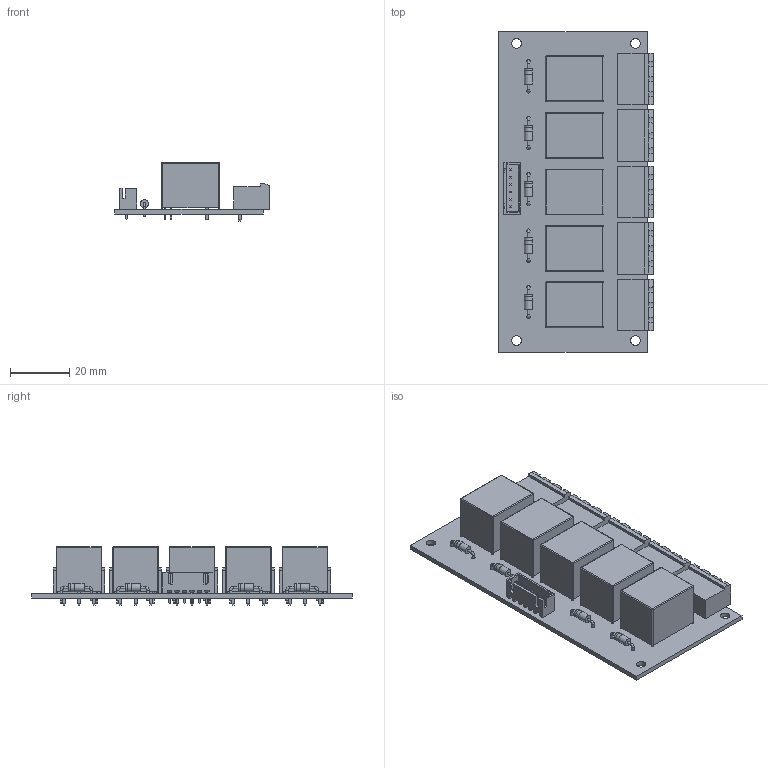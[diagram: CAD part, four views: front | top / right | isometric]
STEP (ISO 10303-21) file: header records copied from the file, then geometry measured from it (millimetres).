
FILE_DESCRIPTION(('KiCad electronic assembly'),'2;1');
FILE_NAME('relay_board.step','2025-06-30T20:19:46',('An Author'),( 'A Company'),'Open CASCADE STEP processor 6.9', 'KiCad to STEP converter','Unknown');
FILE_SCHEMA(('AUTOMOTIVE_DESIGN { 1 0 10303 214 1 1 1 1 }'));
Length unit declared in the file: millimetre
Products named in the file (10): Open CASCADE STEP translator 6.9 1; Relay_SPDT_SANYOU_SRD_Series_Form_C; SOLID; D_DO-41_SOD81_P10.16mm_Horizontal; JST_XH_B6B-XH-A_1x06_P2.50mm_Vertical; PhoenixContact_MSTBA_2,5_3-G-5,08_1x03_P5.08mm_Horizontal; COMPOUND
Assembly tree (21 placements, depth 3):
  Open CASCADE STEP translator 6.9 1
    Relay_SPDT_SANYOU_SRD_Series_Form_C  x5
      SOLID
    D_DO-41_SOD81_P10.16mm_Horizontal  x5
      SOLID
    JST_XH_B6B-XH-A_1x06_P2.50mm_Vertical
      SOLID
    PhoenixContact_MSTBA_2,5_3-G-5,08_1x03_P5.08mm_Horizontal  x5
      SOLID
    COMPOUND
Bounding box: 52 x 108 x 19.6 mm (x, y, z)
Volume: 36320.6 mm3; surface area: 28130.8 mm2
Topology: 17 solids, 17 shells, 1145 faces, 2720 edges, 1676 vertices
Faces by surface type: plane 861, cylinder 254, sphere 20, torus 10
Full cylindrical faces by diameter (mm): 0.8 x20, 0.9 x25, 1 x6, 1.1 x10, 1.2 x15, 2.7 x10, 2.72 x5, 3.2 x4
Entity records: 30872 total; most frequent: CARTESIAN_POINT 5573, DIRECTION 4281, LINE 2858, VECTOR 2858, ORIENTED_EDGE 2160, PCURVE 2160, DEFINITIONAL_REPRESENTATION 2160, EDGE_CURVE 1080
